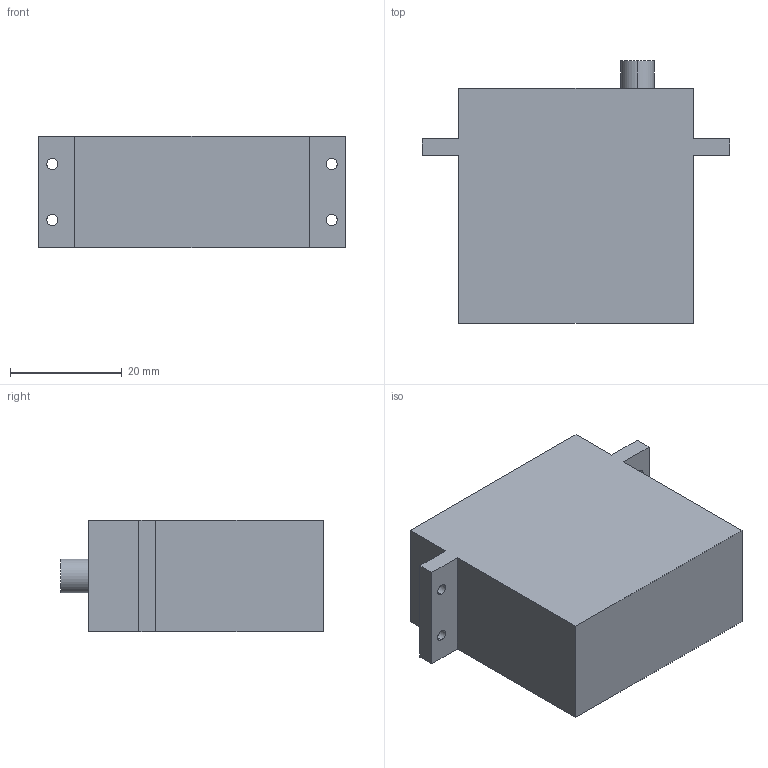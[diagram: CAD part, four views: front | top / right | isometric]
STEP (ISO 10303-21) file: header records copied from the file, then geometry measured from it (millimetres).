
FILE_DESCRIPTION (( 'STEP AP203' ), '1' );
FILE_NAME ('Servo Motor 16_Default_sldprt.STEP', '2018-08-27T18:24:42', ( '' ), ( '' ), 'SwSTEP 2.0', 'SolidWorks 2014', '' );
FILE_SCHEMA (( 'CONFIG_CONTROL_DESIGN' ));
Length unit declared in the file: millimetre
Products named in the file (1): Servo Motor 16_Default_sldprt
Bounding box: 55 x 47 x 20 mm (x, y, z)
Volume: 36163.7 mm3; surface area: 7630.5 mm2
Topology: 1 solids, 1 shells, 25 faces, 66 edges, 44 vertices
Faces by surface type: plane 15, cylinder 10
Entity records: 873 total; most frequent: DIRECTION 138, CARTESIAN_POINT 136, ORIENTED_EDGE 132, EDGE_CURVE 66, LINE 46, VECTOR 46, AXIS2_PLACEMENT_3D 46, VERTEX_POINT 44
